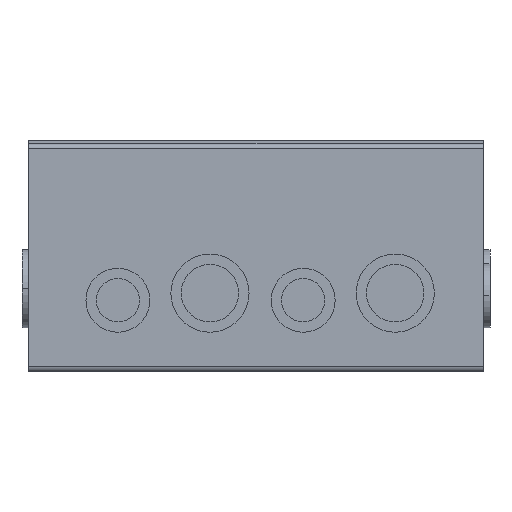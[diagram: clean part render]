
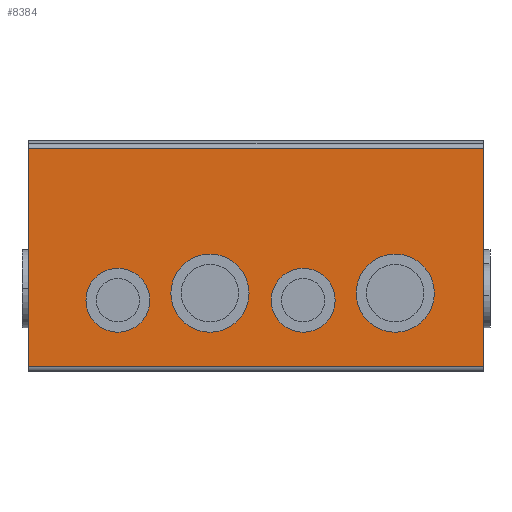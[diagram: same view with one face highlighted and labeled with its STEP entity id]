
A CAD part, left-side view. The second image highlights one B-rep face of the part: STEP entity #8384.
In plain terms, the highlighted planar face has unit normal (-1, 0, 0).
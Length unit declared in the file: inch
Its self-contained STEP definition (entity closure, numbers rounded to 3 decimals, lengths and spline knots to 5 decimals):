
#19 = CIRCLE ( 'NONE', #1911, 0.5625 ) ;
#26 = CIRCLE ( 'NONE', #8223, 0.6875 ) ;
#32 = FACE_BOUND ( 'NONE', #4205, .T. ) ;
#154 = VECTOR ( 'NONE', #3205, 39.37008 ) ;
#172 = CARTESIAN_POINT ( 'NONE',  ( -4., -2.45, 2.0625 ) ) ;
#265 = PLANE ( 'NONE',  #10562 ) ;
#272 = CARTESIAN_POINT ( 'NONE',  ( -4., 0.81, 1.375 ) ) ;
#378 = VERTEX_POINT ( 'NONE', #172 ) ;
#429 = CIRCLE ( 'NONE', #5198, 0.5625 ) ;
#502 = VERTEX_POINT ( 'NONE', #6901 ) ;
#592 = CARTESIAN_POINT ( 'NONE',  ( -4., 2.43, 1.25 ) ) ;
#623 = DIRECTION ( 'NONE',  ( 0., 0., -1. ) ) ;
#901 = VERTEX_POINT ( 'NONE', #4698 ) ;
#1057 = CARTESIAN_POINT ( 'NONE',  ( -4., 0.81, 0.6875 ) ) ;
#1214 = EDGE_LOOP ( 'NONE', ( #8970, #9586, #10689, #5936 ) ) ;
#1223 = DIRECTION ( 'NONE',  ( 0., 1., 0. ) ) ;
#1364 = DIRECTION ( 'NONE',  ( 1., 0., 0. ) ) ;
#1397 = CARTESIAN_POINT ( 'NONE',  ( -4., -0.83, 1.8125 ) ) ;
#1582 = CARTESIAN_POINT ( 'NONE',  ( -4., -4., 0.086 ) ) ;
#1604 = DIRECTION ( 'NONE',  ( 0., 0., -1. ) ) ;
#1708 = AXIS2_PLACEMENT_3D ( 'NONE', #10776, #8852, #1604 ) ;
#1860 = VERTEX_POINT ( 'NONE', #10634 ) ;
#1864 = CARTESIAN_POINT ( 'NONE',  ( -4., 0.81, 1.375 ) ) ;
#1911 = AXIS2_PLACEMENT_3D ( 'NONE', #592, #8843, #4237 ) ;
#2044 = FACE_OUTER_BOUND ( 'NONE', #1214, .T. ) ;
#2083 = LINE ( 'NONE', #7528, #6108 ) ;
#2119 = ORIENTED_EDGE ( 'NONE', *, *, #8461, .T. ) ;
#2159 = EDGE_CURVE ( 'NONE', #5727, #9239, #4133, .T. ) ;
#2200 = AXIS2_PLACEMENT_3D ( 'NONE', #11514, #6955, #623 ) ;
#2440 = CARTESIAN_POINT ( 'NONE',  ( -4., -4., 0.086 ) ) ;
#2533 = ORIENTED_EDGE ( 'NONE', *, *, #2159, .T. ) ;
#2632 = EDGE_CURVE ( 'NONE', #7891, #8991, #9685, .T. ) ;
#2766 = FACE_BOUND ( 'NONE', #2929, .T. ) ;
#2929 = EDGE_LOOP ( 'NONE', ( #5960, #10716 ) ) ;
#2981 = AXIS2_PLACEMENT_3D ( 'NONE', #272, #6713, #8573 ) ;
#3156 = CIRCLE ( 'NONE', #2200, 0.6875 ) ;
#3178 = CARTESIAN_POINT ( 'NONE',  ( -4., -0.83, 1.25 ) ) ;
#3205 = DIRECTION ( 'NONE',  ( 0., 1., 0. ) ) ;
#3546 = EDGE_CURVE ( 'NONE', #502, #378, #3156, .T. ) ;
#3691 = EDGE_LOOP ( 'NONE', ( #9450, #5907 ) ) ;
#3864 = EDGE_CURVE ( 'NONE', #901, #11032, #5269, .T. ) ;
#4032 = ORIENTED_EDGE ( 'NONE', *, *, #6409, .T. ) ;
#4133 = CIRCLE ( 'NONE', #2981, 0.6875 ) ;
#4205 = EDGE_LOOP ( 'NONE', ( #4032, #2533 ) ) ;
#4237 = DIRECTION ( 'NONE',  ( 0., 0., -1. ) ) ;
#4376 = DIRECTION ( 'NONE',  ( 0., 0., -1. ) ) ;
#4448 = VECTOR ( 'NONE', #1223, 39.37008 ) ;
#4531 = AXIS2_PLACEMENT_3D ( 'NONE', #11313, #1364, #9625 ) ;
#4567 = DIRECTION ( 'NONE',  ( 1., 0., 0. ) ) ;
#4662 = EDGE_CURVE ( 'NONE', #11476, #11032, #7020, .T. ) ;
#4698 = CARTESIAN_POINT ( 'NONE',  ( -4., 4., 3.914 ) ) ;
#4751 = DIRECTION ( 'NONE',  ( -1., 0., 0. ) ) ;
#4760 = CARTESIAN_POINT ( 'NONE',  ( -4., -2.45, 1.375 ) ) ;
#4896 = VECTOR ( 'NONE', #4376, 39.37008 ) ;
#4982 = DIRECTION ( 'NONE',  ( 0., 0., -1. ) ) ;
#5198 = AXIS2_PLACEMENT_3D ( 'NONE', #3178, #7603, #4982 ) ;
#5269 = LINE ( 'NONE', #8924, #4896 ) ;
#5491 = EDGE_CURVE ( 'NONE', #8991, #7891, #19, .T. ) ;
#5515 = DIRECTION ( 'NONE',  ( 0., 0., -1. ) ) ;
#5694 = DIRECTION ( 'NONE',  ( 0., 0., 1. ) ) ;
#5704 = DIRECTION ( 'NONE',  ( 0., 0., -1. ) ) ;
#5727 = VERTEX_POINT ( 'NONE', #9495 ) ;
#5735 = DIRECTION ( 'NONE',  ( 0., 0., 1. ) ) ;
#5907 = ORIENTED_EDGE ( 'NONE', *, *, #6090, .T. ) ;
#5936 = ORIENTED_EDGE ( 'NONE', *, *, #7454, .T. ) ;
#5960 = ORIENTED_EDGE ( 'NONE', *, *, #2632, .T. ) ;
#6090 = EDGE_CURVE ( 'NONE', #378, #502, #26, .T. ) ;
#6108 = VECTOR ( 'NONE', #5735, 39.37008 ) ;
#6409 = EDGE_CURVE ( 'NONE', #9239, #5727, #9969, .T. ) ;
#6713 = DIRECTION ( 'NONE',  ( 1., 0., 0. ) ) ;
#6843 = VERTEX_POINT ( 'NONE', #7112 ) ;
#6901 = CARTESIAN_POINT ( 'NONE',  ( -4., -2.45, 0.6875 ) ) ;
#6955 = DIRECTION ( 'NONE',  ( 1., 0., 0. ) ) ;
#7020 = LINE ( 'NONE', #1582, #154 ) ;
#7112 = CARTESIAN_POINT ( 'NONE',  ( -4., -0.83, 0.6875 ) ) ;
#7316 = ORIENTED_EDGE ( 'NONE', *, *, #11428, .T. ) ;
#7427 = FACE_BOUND ( 'NONE', #9840, .T. ) ;
#7454 = EDGE_CURVE ( 'NONE', #1860, #901, #9359, .T. ) ;
#7528 = CARTESIAN_POINT ( 'NONE',  ( -4., -4., 0.057 ) ) ;
#7540 = VERTEX_POINT ( 'NONE', #1397 ) ;
#7603 = DIRECTION ( 'NONE',  ( 1., 0., 0. ) ) ;
#7674 = DIRECTION ( 'NONE',  ( 1., 0., 0. ) ) ;
#7891 = VERTEX_POINT ( 'NONE', #11420 ) ;
#8207 = FACE_BOUND ( 'NONE', #3691, .T. ) ;
#8223 = AXIS2_PLACEMENT_3D ( 'NONE', #4760, #7674, #5704 ) ;
#8384 = ADVANCED_FACE ( 'NONE', ( #2044, #2766, #32, #8207, #7427 ), #265, .T. ) ;
#8461 = EDGE_CURVE ( 'NONE', #6843, #7540, #429, .T. ) ;
#8573 = DIRECTION ( 'NONE',  ( 0., 0., -1. ) ) ;
#8843 = DIRECTION ( 'NONE',  ( 1., 0., 0. ) ) ;
#8852 = DIRECTION ( 'NONE',  ( 1., 0., 0. ) ) ;
#8924 = CARTESIAN_POINT ( 'NONE',  ( -4., 4., 0.057 ) ) ;
#8970 = ORIENTED_EDGE ( 'NONE', *, *, #3864, .T. ) ;
#8991 = VERTEX_POINT ( 'NONE', #9132 ) ;
#9132 = CARTESIAN_POINT ( 'NONE',  ( -4., 2.43, 1.8125 ) ) ;
#9239 = VERTEX_POINT ( 'NONE', #1057 ) ;
#9359 = LINE ( 'NONE', #11170, #4448 ) ;
#9450 = ORIENTED_EDGE ( 'NONE', *, *, #3546, .T. ) ;
#9495 = CARTESIAN_POINT ( 'NONE',  ( -4., 0.81, 2.0625 ) ) ;
#9545 = CIRCLE ( 'NONE', #1708, 0.5625 ) ;
#9586 = ORIENTED_EDGE ( 'NONE', *, *, #4662, .F. ) ;
#9625 = DIRECTION ( 'NONE',  ( 0., 0., -1. ) ) ;
#9685 = CIRCLE ( 'NONE', #4531, 0.5625 ) ;
#9840 = EDGE_LOOP ( 'NONE', ( #2119, #7316 ) ) ;
#9969 = CIRCLE ( 'NONE', #10731, 0.6875 ) ;
#10137 = CARTESIAN_POINT ( 'NONE',  ( -4., 4., 0.04706 ) ) ;
#10562 = AXIS2_PLACEMENT_3D ( 'NONE', #10137, #4751, #5694 ) ;
#10634 = CARTESIAN_POINT ( 'NONE',  ( -4., -4., 3.914 ) ) ;
#10689 = ORIENTED_EDGE ( 'NONE', *, *, #11605, .T. ) ;
#10716 = ORIENTED_EDGE ( 'NONE', *, *, #5491, .T. ) ;
#10731 = AXIS2_PLACEMENT_3D ( 'NONE', #1864, #4567, #5515 ) ;
#10776 = CARTESIAN_POINT ( 'NONE',  ( -4., -0.83, 1.25 ) ) ;
#11032 = VERTEX_POINT ( 'NONE', #11798 ) ;
#11170 = CARTESIAN_POINT ( 'NONE',  ( -4., 4., 3.914 ) ) ;
#11313 = CARTESIAN_POINT ( 'NONE',  ( -4., 2.43, 1.25 ) ) ;
#11420 = CARTESIAN_POINT ( 'NONE',  ( -4., 2.43, 0.6875 ) ) ;
#11428 = EDGE_CURVE ( 'NONE', #7540, #6843, #9545, .T. ) ;
#11476 = VERTEX_POINT ( 'NONE', #2440 ) ;
#11514 = CARTESIAN_POINT ( 'NONE',  ( -4., -2.45, 1.375 ) ) ;
#11605 = EDGE_CURVE ( 'NONE', #11476, #1860, #2083, .T. ) ;
#11798 = CARTESIAN_POINT ( 'NONE',  ( -4., 4., 0.086 ) ) ;
